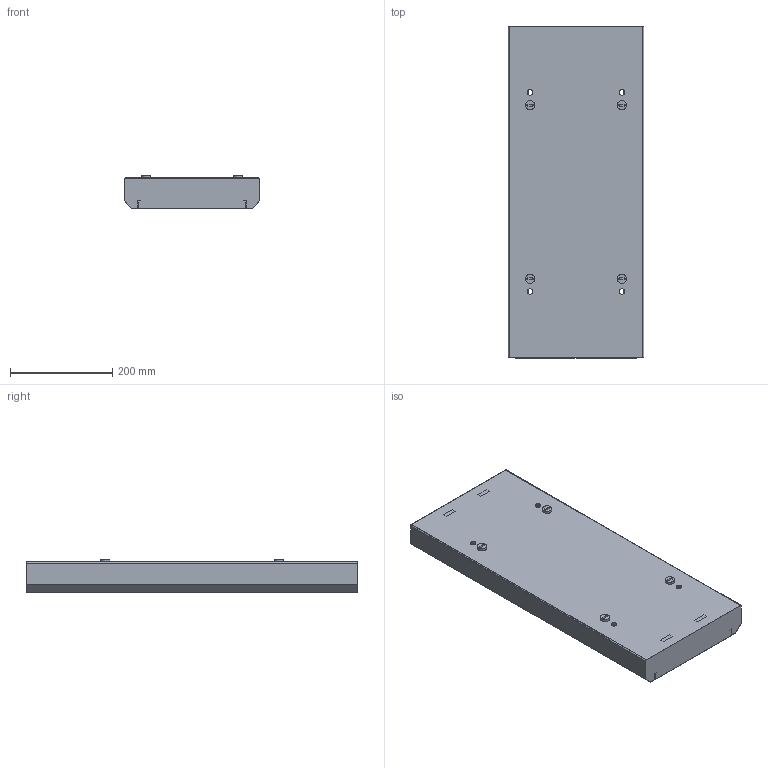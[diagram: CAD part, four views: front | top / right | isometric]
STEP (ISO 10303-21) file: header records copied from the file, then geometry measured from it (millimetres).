
FILE_DESCRIPTION(/* description */ (''),/* implementation_level */ '2;1');
FILE_NAME(/* name */ '720008.stp',/* time_stamp */ '2022-10-10T07:33:30+02:00',/* author */ ('aluteckkpl_am'),/* organization */ (''),/* preprocessor_version */ 'ST-DEVELOPER v18.1',/* originating_system */ 'Autodesk Inventor 2021',/* authorisation */ '');
FILE_SCHEMA (('CONFIG_CONTROL_DESIGN'));
Length unit declared in the file: millimetre
Products named in the file (4): 720008-ZP; 720008-1; 720008-2; 720008-3
Assembly tree (4 placements, depth 2):
  720008-ZP
    720008-1
    720008-2  x2
    720008-3
Bounding box: 266 x 650 x 65 mm (x, y, z)
Volume: 817681 mm3; surface area: 1023230.4 mm2
Topology: 4 solids, 4 shells, 341 faces, 986 edges, 644 vertices
Faces by surface type: plane 257, cylinder 84
Full cylindrical faces by diameter (mm): 2 x8, 11 x4, 18 x4, 25 x2
Entity records: 11156 total; most frequent: CARTESIAN_POINT 1943, ORIENTED_EDGE 1942, DIRECTION 1809, EDGE_CURVE 971, LINE 809, VECTOR 809, VERTEX_POINT 634, AXIS2_PLACEMENT_3D 500
